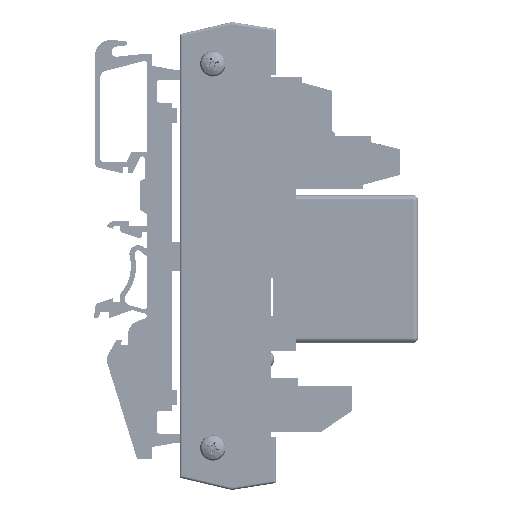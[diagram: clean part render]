
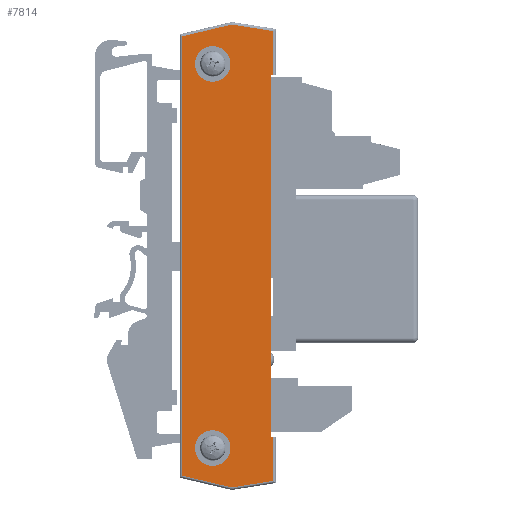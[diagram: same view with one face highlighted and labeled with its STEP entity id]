
A CAD part, left-side view. The second image highlights one B-rep face of the part: STEP entity #7814.
In plain terms, the highlighted face is planar.
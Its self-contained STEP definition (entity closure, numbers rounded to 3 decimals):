
#7353=CARTESIAN_POINT('',(-16.628,6.238,5.0));
#7354=VERTEX_POINT('',#7353);
#7361=CARTESIAN_POINT('',(54.672,6.238,5.0));
#7362=VERTEX_POINT('',#7361);
#7363=CARTESIAN_POINT('',(54.672,6.238,5.0));
#7364=DIRECTION('',(-1.0,0.0,0.0));
#7365=VECTOR('',#7364,71.3);
#7366=LINE('',#7363,#7365);
#7367=EDGE_CURVE('',#7362,#7354,#7366,.T.);
#7610=CARTESIAN_POINT('',(60.272,-5.162,5.0));
#7611=VERTEX_POINT('',#7610);
#7612=CARTESIAN_POINT('',(56.772,-5.162,5.0));
#7613=DIRECTION('',(0.0,0.0,-1.0));
#7614=DIRECTION('',(-1.0,0.0,0.0));
#7615=AXIS2_PLACEMENT_3D('',#7612,#7613,#7614);
#7616=CIRCLE('',#7615,3.5);
#7617=EDGE_CURVE('',#7611,#7611,#7616,.T.);
#7650=CARTESIAN_POINT('',(-15.228,-5.162,5.0));
#7651=VERTEX_POINT('',#7650);
#7652=CARTESIAN_POINT('',(-18.728,-5.162,5.0));
#7653=DIRECTION('',(0.0,0.0,-1.0));
#7654=DIRECTION('',(-1.0,0.0,0.0));
#7655=AXIS2_PLACEMENT_3D('',#7652,#7653,#7654);
#7656=CIRCLE('',#7655,3.5);
#7657=EDGE_CURVE('',#7651,#7651,#7656,.T.);
#7691=CARTESIAN_POINT('',(54.672,6.738,5.0));
#7692=VERTEX_POINT('',#7691);
#7693=CARTESIAN_POINT('',(54.672,6.738,5.0));
#7694=DIRECTION('',(0.0,-1.0,0.0));
#7695=VECTOR('',#7694,0.5);
#7696=LINE('',#7693,#7695);
#7697=EDGE_CURVE('',#7692,#7362,#7696,.T.);
#7722=CARTESIAN_POINT('',(-16.628,6.738,5.0));
#7723=VERTEX_POINT('',#7722);
#7731=CARTESIAN_POINT('',(-16.628,6.238,5.0));
#7732=DIRECTION('',(0.0,1.0,0.0));
#7733=VECTOR('',#7732,0.5);
#7734=LINE('',#7731,#7733);
#7735=EDGE_CURVE('',#7354,#7723,#7734,.T.);
#7744=CARTESIAN_POINT('',(19.022,-2.126,5.0));
#7745=DIRECTION('',(0.0,0.0,1.0));
#7746=DIRECTION('',(1.0,0.0,0.0));
#7747=AXIS2_PLACEMENT_3D('',#7744,#7745,#7746);
#7748=PLANE('',#7747);
#7749=ORIENTED_EDGE('',*,*,#7697,.T.);
#7750=ORIENTED_EDGE('',*,*,#7367,.T.);
#7751=ORIENTED_EDGE('',*,*,#7735,.T.);
#7752=CARTESIAN_POINT('',(-25.176,6.738,5.0));
#7753=VERTEX_POINT('',#7752);
#7754=CARTESIAN_POINT('',(-25.176,6.738,5.0));
#7755=DIRECTION('',(1.0,0.0,0.0));
#7756=VECTOR('',#7755,8.548);
#7757=LINE('',#7754,#7756);
#7758=EDGE_CURVE('',#7753,#7723,#7757,.T.);
#7759=ORIENTED_EDGE('',*,*,#7758,.F.);
#7760=CARTESIAN_POINT('',(-26.459,-1.405,5.0));
#7761=VERTEX_POINT('',#7760);
#7762=CARTESIAN_POINT('',(-26.459,-1.405,5.0));
#7763=DIRECTION('',(0.156,0.988,0.0));
#7764=VECTOR('',#7763,8.244);
#7765=LINE('',#7762,#7764);
#7766=EDGE_CURVE('',#7761,#7753,#7765,.T.);
#7767=ORIENTED_EDGE('',*,*,#7766,.F.);
#7768=CARTESIAN_POINT('',(-24.157,-11.162,5.0));
#7769=VERTEX_POINT('',#7768);
#7770=CARTESIAN_POINT('',(-24.157,-11.162,5.0));
#7771=DIRECTION('',(-0.23,0.973,0.0));
#7772=VECTOR('',#7771,10.024);
#7773=LINE('',#7770,#7772);
#7774=EDGE_CURVE('',#7769,#7761,#7773,.T.);
#7775=ORIENTED_EDGE('',*,*,#7774,.F.);
#7776=CARTESIAN_POINT('',(62.201,-11.162,5.0));
#7777=VERTEX_POINT('',#7776);
#7778=CARTESIAN_POINT('',(62.201,-11.162,5.0));
#7779=DIRECTION('',(-1.0,0.0,0.0));
#7780=VECTOR('',#7779,86.358);
#7781=LINE('',#7778,#7780);
#7782=EDGE_CURVE('',#7777,#7769,#7781,.T.);
#7783=ORIENTED_EDGE('',*,*,#7782,.F.);
#7784=CARTESIAN_POINT('',(64.503,-1.405,5.0));
#7785=VERTEX_POINT('',#7784);
#7786=CARTESIAN_POINT('',(64.503,-1.405,5.0));
#7787=DIRECTION('',(-0.23,-0.973,0.0));
#7788=VECTOR('',#7787,10.024);
#7789=LINE('',#7786,#7788);
#7790=EDGE_CURVE('',#7785,#7777,#7789,.T.);
#7791=ORIENTED_EDGE('',*,*,#7790,.F.);
#7792=CARTESIAN_POINT('',(63.22,6.738,5.0));
#7793=VERTEX_POINT('',#7792);
#7794=CARTESIAN_POINT('',(63.22,6.738,5.0));
#7795=DIRECTION('',(0.156,-0.988,0.0));
#7796=VECTOR('',#7795,8.244);
#7797=LINE('',#7794,#7796);
#7798=EDGE_CURVE('',#7793,#7785,#7797,.T.);
#7799=ORIENTED_EDGE('',*,*,#7798,.F.);
#7800=CARTESIAN_POINT('',(54.672,6.738,5.0));
#7801=DIRECTION('',(1.0,0.0,0.0));
#7802=VECTOR('',#7801,8.548);
#7803=LINE('',#7800,#7802);
#7804=EDGE_CURVE('',#7692,#7793,#7803,.T.);
#7805=ORIENTED_EDGE('',*,*,#7804,.F.);
#7806=EDGE_LOOP('',(#7749,#7750,#7751,#7759,#7767,#7775,#7783,#7791,#7799,#7805));
#7807=FACE_OUTER_BOUND('',#7806,.T.);
#7808=ORIENTED_EDGE('',*,*,#7617,.T.);
#7809=EDGE_LOOP('',(#7808));
#7810=FACE_BOUND('',#7809,.T.);
#7811=ORIENTED_EDGE('',*,*,#7657,.T.);
#7812=EDGE_LOOP('',(#7811));
#7813=FACE_BOUND('',#7812,.T.);
#7814=ADVANCED_FACE('',(#7807,#7810,#7813),#7748,.T.);
